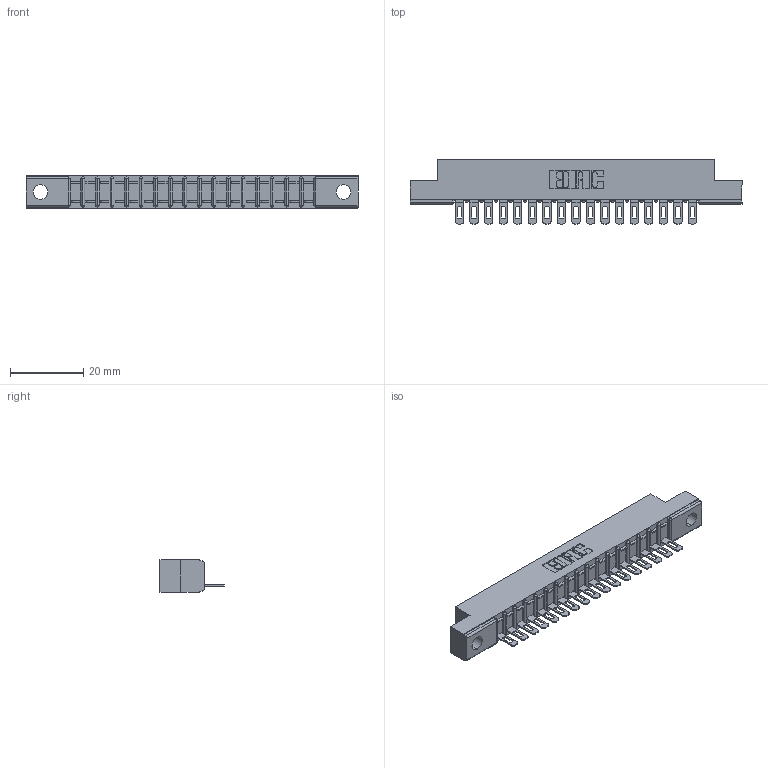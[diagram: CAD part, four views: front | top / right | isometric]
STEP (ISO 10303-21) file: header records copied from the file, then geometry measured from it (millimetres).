
FILE_DESCRIPTION (( 'STEP AP203' ), '1' );
FILE_NAME ('307-017-401-102.STEP', '2020-09-25T21:47:39', ( '' ), ( '' ), 'SwSTEP 2.0', 'SolidWorks 2020', '' );
FILE_SCHEMA (( 'CONFIG_CONTROL_DESIGN' ));
Length unit declared in the file: inch
Products named in the file (3): 307-290-002_501; 307 Part_.128 Dia Mounting Holes; 307-017-401-102
Assembly tree (18 placements, depth 2):
  307-017-401-102
    307 Part_.128 Dia Mounting Holes
    307-290-002_501  x17
Bounding box: 90.37 x 17.42 x 8.71 mm (x, y, z)
Volume: 5890.6 mm3; surface area: 10398.6 mm2
Topology: 18 solids, 18 shells, 1428 faces, 4369 edges, 2862 vertices
Faces by surface type: plane 818, cylinder 574, sphere 36
Entity records: 18452 total; most frequent: CARTESIAN_POINT 3108, ORIENTED_EDGE 3098, DIRECTION 3035, EDGE_CURVE 1549, LINE 1169, VECTOR 1169, VERTEX_POINT 1006, AXIS2_PLACEMENT_3D 933
